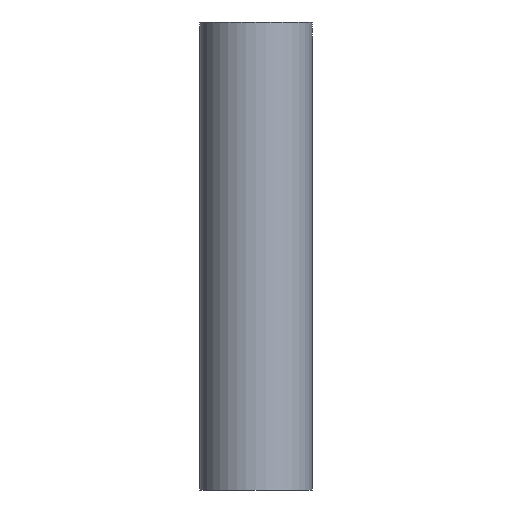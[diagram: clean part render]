
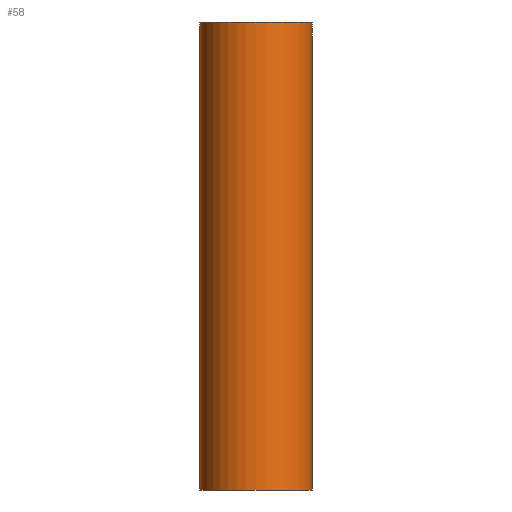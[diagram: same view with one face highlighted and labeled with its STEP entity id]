
A CAD part, front view. The second image highlights one B-rep face of the part: STEP entity #58.
In plain terms, the highlighted cylindrical face has radius 55 mm (diameter 110 mm), a full revolution.
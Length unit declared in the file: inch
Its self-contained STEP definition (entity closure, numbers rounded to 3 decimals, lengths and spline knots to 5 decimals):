
#26 = EDGE_CURVE ( 'NONE', #93, #80, #42, .T. ) ;
#31 = DIRECTION ( 'NONE',  ( -1., 0., 0. ) ) ;
#32 = ORIENTED_EDGE ( 'NONE', *, *, #26, .T. ) ;
#33 = DIRECTION ( 'NONE',  ( -1., 0., 0. ) ) ;
#42 =( BOUNDED_CURVE ( )  B_SPLINE_CURVE ( 3, ( #188, #396, #165, #167 ),
 .UNSPECIFIED., .F., .T. ) 
 B_SPLINE_CURVE_WITH_KNOTS ( ( 4, 4 ),
 ( 1.5708, 4.71239 ),
 .UNSPECIFIED. ) 
 CURVE ( )  GEOMETRIC_REPRESENTATION_ITEM ( )  RATIONAL_B_SPLINE_CURVE ( ( 1., 0.333, 0.333, 1. ) ) 
 REPRESENTATION_ITEM ( '' )  );
#58 = ADVANCED_FACE ( 'NONE', ( #142, #216, #60 ), #140, .T. ) ;
#59 = CARTESIAN_POINT ( 'NONE',  ( 2.16535, 4.33071, 1.79384 ) ) ;
#60 = FACE_OUTER_BOUND ( 'NONE', #79, .T. ) ;
#61 = DIRECTION ( 'NONE',  ( 1., 0., 0. ) ) ;
#65 = AXIS2_PLACEMENT_3D ( 'NONE', #195, #81, #33 ) ;
#70 =( BOUNDED_CURVE ( )  B_SPLINE_CURVE ( 3, ( #436, #59, #379, #425 ),
 .UNSPECIFIED., .F., .T. ) 
 B_SPLINE_CURVE_WITH_KNOTS ( ( 4, 4 ),
 ( 4.71239, 7.85398 ),
 .UNSPECIFIED. ) 
 CURVE ( )  GEOMETRIC_REPRESENTATION_ITEM ( )  RATIONAL_B_SPLINE_CURVE ( ( 1., 0.333, 0.333, 1. ) ) 
 REPRESENTATION_ITEM ( '' )  );
#79 = EDGE_LOOP ( 'NONE', ( #106 ) ) ;
#80 = VERTEX_POINT ( 'NONE', #290 ) ;
#81 = DIRECTION ( 'NONE',  ( 0., 0., -1. ) ) ;
#89 = EDGE_LOOP ( 'NONE', ( #110, #32 ) ) ;
#93 = VERTEX_POINT ( 'NONE', #365 ) ;
#94 = CARTESIAN_POINT ( 'NONE',  ( 0., 0., -12. ) ) ;
#106 = ORIENTED_EDGE ( 'NONE', *, *, #191, .T. ) ;
#107 = CIRCLE ( 'NONE', #316, 2.16535 ) ;
#110 = ORIENTED_EDGE ( 'NONE', *, *, #227, .T. ) ;
#136 = CIRCLE ( 'NONE', #65, 2.16535 ) ;
#140 = CYLINDRICAL_SURFACE ( 'NONE', #292, 2.16535 ) ;
#142 = FACE_BOUND ( 'NONE', #89, .T. ) ;
#165 = CARTESIAN_POINT ( 'NONE',  ( 2.16535, 4.33071, -10.45526 ) ) ;
#167 = CARTESIAN_POINT ( 'NONE',  ( 2.16535, 0., 0. ) ) ;
#175 = EDGE_LOOP ( 'NONE', ( #282 ) ) ;
#188 = CARTESIAN_POINT ( 'NONE',  ( -2.16535, 0., 0. ) ) ;
#191 = EDGE_CURVE ( 'NONE', #335, #335, #136, .T. ) ;
#195 = CARTESIAN_POINT ( 'NONE',  ( 0., 0., 6. ) ) ;
#216 = FACE_OUTER_BOUND ( 'NONE', #175, .T. ) ;
#227 = EDGE_CURVE ( 'NONE', #80, #93, #70, .T. ) ;
#282 = ORIENTED_EDGE ( 'NONE', *, *, #303, .F. ) ;
#290 = CARTESIAN_POINT ( 'NONE',  ( 2.16535, 0., 0. ) ) ;
#292 = AXIS2_PLACEMENT_3D ( 'NONE', #321, #407, #61 ) ;
#298 = CARTESIAN_POINT ( 'NONE',  ( -2.16535, 0., 6. ) ) ;
#303 = EDGE_CURVE ( 'NONE', #344, #344, #107, .T. ) ;
#316 = AXIS2_PLACEMENT_3D ( 'NONE', #94, #371, #31 ) ;
#321 = CARTESIAN_POINT ( 'NONE',  ( 0., 0., -12. ) ) ;
#335 = VERTEX_POINT ( 'NONE', #298 ) ;
#344 = VERTEX_POINT ( 'NONE', #357 ) ;
#357 = CARTESIAN_POINT ( 'NONE',  ( -2.16535, 0., -12. ) ) ;
#365 = CARTESIAN_POINT ( 'NONE',  ( -2.16535, 0., 0. ) ) ;
#371 = DIRECTION ( 'NONE',  ( 0., 0., -1. ) ) ;
#379 = CARTESIAN_POINT ( 'NONE',  ( -2.16535, 4.33071, 1.79384 ) ) ;
#396 = CARTESIAN_POINT ( 'NONE',  ( -2.16535, 4.33071, -10.45526 ) ) ;
#407 = DIRECTION ( 'NONE',  ( 0., 0., 1. ) ) ;
#425 = CARTESIAN_POINT ( 'NONE',  ( -2.16535, 0., 0. ) ) ;
#436 = CARTESIAN_POINT ( 'NONE',  ( 2.16535, 0., 0. ) ) ;
